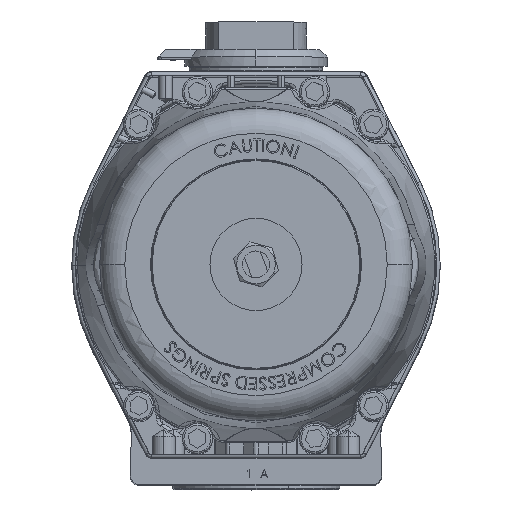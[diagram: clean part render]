
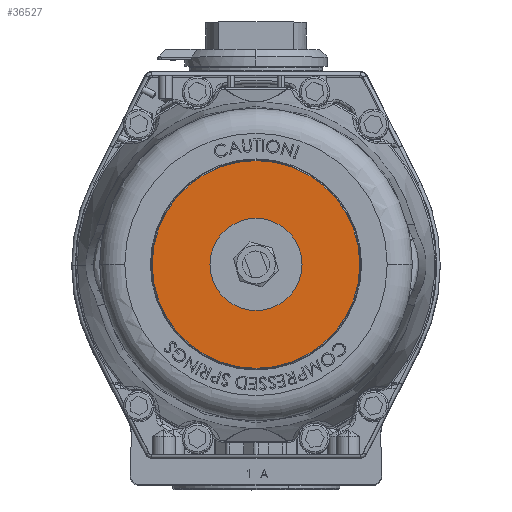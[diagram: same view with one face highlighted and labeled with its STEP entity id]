
A CAD part, top view. The second image highlights one B-rep face of the part: STEP entity #36527.
In plain terms, the highlighted planar face has unit normal (0, 0, 1).
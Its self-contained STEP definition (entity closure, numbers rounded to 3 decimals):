
#171 = ORIENTED_EDGE ( 'NONE', *, *, #27117, .T. ) ;
#989 = AXIS2_PLACEMENT_3D ( 'NONE', #43167, #49304, #39690 ) ;
#3832 = EDGE_CURVE ( 'Defeatured_0_196+Defeatured_0_195+Defeatured_0_195+Defeatured_0_195', #45422, #51355, #41862, .T. ) ;
#5032 = EDGE_CURVE ( 'Defeatured_0_196+Defeatured_0_695+Defeatured_0_695+Defeatured_0_695', #33562, #28358, #48053, .T. ) ;
#6763 = DIRECTION ( 'NONE',  ( 0., -1., 0. ) ) ;
#11093 = EDGE_LOOP ( 'NONE', ( #27788, #38321 ) ) ;
#13440 = AXIS2_PLACEMENT_3D ( 'NONE', #28615, #23458, #52230 ) ;
#14046 = AXIS2_PLACEMENT_3D ( 'NONE', #15745, #18337, #33228 ) ;
#15745 = CARTESIAN_POINT ( 'NONE',  ( 0., 0., 233. ) ) ;
#16366 = CIRCLE ( 'NONE', #989, 61.987 ) ;
#17146 = FACE_BOUND ( 'NONE', #11093, .T. ) ;
#17149 = CARTESIAN_POINT ( 'NONE',  ( 61.987, 0., 233. ) ) ;
#18337 = DIRECTION ( 'NONE',  ( 0., 0., 1. ) ) ;
#21508 = DIRECTION ( 'NONE',  ( 0., 0., 1. ) ) ;
#21787 = AXIS2_PLACEMENT_3D ( 'NONE', #49518, #21508, #28517 ) ;
#21921 = CARTESIAN_POINT ( 'NONE',  ( 0., -27.5, 233. ) ) ;
#22879 = AXIS2_PLACEMENT_3D ( 'NONE', #49706, #43585, #6763 ) ;
#23458 = DIRECTION ( 'NONE',  ( 0., 0., -1. ) ) ;
#27117 = EDGE_CURVE ( 'Defeatured_0_196+Defeatured_0_195+Defeatured_0_195+Defeatured_0_195', #51355, #45422, #16366, .T. ) ;
#27440 = ORIENTED_EDGE ( 'NONE', *, *, #3832, .T. ) ;
#27650 = FACE_OUTER_BOUND ( 'NONE', #46444, .T. ) ;
#27788 = ORIENTED_EDGE ( 'NONE', *, *, #32637, .T. ) ;
#28197 = CIRCLE ( 'NONE', #13440, 27.5 ) ;
#28358 = VERTEX_POINT ( 'NONE', #21921 ) ;
#28517 = DIRECTION ( 'NONE',  ( 1., 0., 0. ) ) ;
#28615 = CARTESIAN_POINT ( 'NONE',  ( 0., 0., 233. ) ) ;
#32637 = EDGE_CURVE ( 'Defeatured_0_196+Defeatured_0_695+Defeatured_0_695+Defeatured_0_695', #28358, #33562, #28197, .T. ) ;
#33228 = DIRECTION ( 'NONE',  ( 1., 0., 0. ) ) ;
#33562 = VERTEX_POINT ( 'NONE', #43571 ) ;
#36527 = ADVANCED_FACE ( 'Defeatured_0_196', ( #17146, #27650 ), #52134, .T. ) ;
#38321 = ORIENTED_EDGE ( 'NONE', *, *, #5032, .T. ) ;
#39690 = DIRECTION ( 'NONE',  ( 1., 0., 0. ) ) ;
#41831 = CARTESIAN_POINT ( 'NONE',  ( -61.987, 0., 233. ) ) ;
#41862 = CIRCLE ( 'NONE', #14046, 61.987 ) ;
#43167 = CARTESIAN_POINT ( 'NONE',  ( 0., 0., 233. ) ) ;
#43571 = CARTESIAN_POINT ( 'NONE',  ( 0., 27.5, 233. ) ) ;
#43585 = DIRECTION ( 'NONE',  ( 0., 0., -1. ) ) ;
#45422 = VERTEX_POINT ( 'NONE', #17149 ) ;
#46444 = EDGE_LOOP ( 'NONE', ( #27440, #171 ) ) ;
#48053 = CIRCLE ( 'NONE', #22879, 27.5 ) ;
#49304 = DIRECTION ( 'NONE',  ( 0., 0., 1. ) ) ;
#49518 = CARTESIAN_POINT ( 'NONE',  ( 0., 0., 233. ) ) ;
#49706 = CARTESIAN_POINT ( 'NONE',  ( 0., 0., 233. ) ) ;
#51355 = VERTEX_POINT ( 'NONE', #41831 ) ;
#52134 = PLANE ( 'NONE',  #21787 ) ;
#52230 = DIRECTION ( 'NONE',  ( 0., -1., 0. ) ) ;
